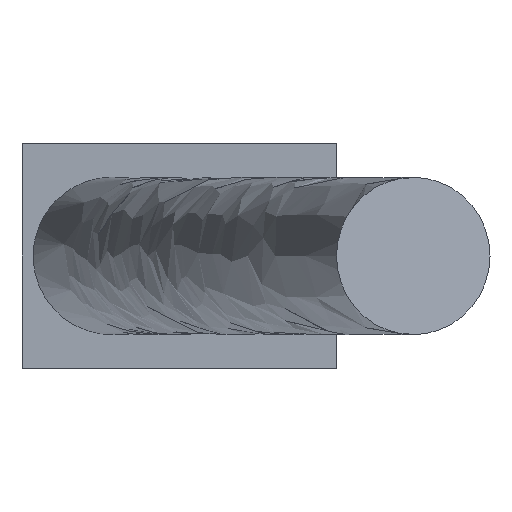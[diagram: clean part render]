
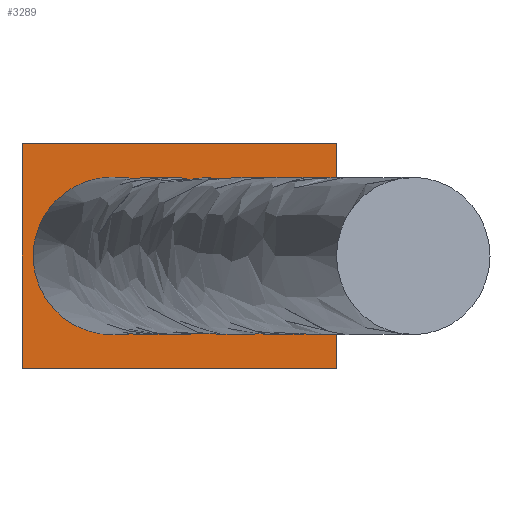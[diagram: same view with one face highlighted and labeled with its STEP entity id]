
A CAD part, front view. The second image highlights one B-rep face of the part: STEP entity #3289.
In plain terms, the highlighted planar face has unit normal (0, -1, 0).
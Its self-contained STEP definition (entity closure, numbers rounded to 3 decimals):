
#267=CARTESIAN_POINT('',(3.75,0.,2.5));
#268=VERTEX_POINT('',#267);
#279=CARTESIAN_POINT('',(3.75,0.,2.5));
#280=CARTESIAN_POINT('',(3.75,0.,2.369));
#281=CARTESIAN_POINT('',(3.721,0.,2.107));
#282=CARTESIAN_POINT('',(3.59,0.,1.734));
#283=CARTESIAN_POINT('',(3.38,0.,1.4));
#284=CARTESIAN_POINT('',(3.1,0.,1.12));
#285=CARTESIAN_POINT('',(2.766,0.,0.91));
#286=CARTESIAN_POINT('',(2.393,0.,0.779));
#287=CARTESIAN_POINT('',(2.,0.,0.735));
#288=CARTESIAN_POINT('',(1.607,0.,0.779));
#289=CARTESIAN_POINT('',(1.234,0.,0.91));
#290=CARTESIAN_POINT('',(0.9,0.,1.12));
#291=CARTESIAN_POINT('',(0.62,0.,1.4));
#292=CARTESIAN_POINT('',(0.387,0.,1.771));
#293=CARTESIAN_POINT('',(0.244,0.,2.235));
#294=CARTESIAN_POINT('',(0.244,0.,2.765));
#295=CARTESIAN_POINT('',(0.4,0.,3.271));
#296=CARTESIAN_POINT('',(0.698,0.,3.708));
#297=CARTESIAN_POINT('',(1.112,0.,4.038));
#298=CARTESIAN_POINT('',(1.564,0.,4.216));
#299=CARTESIAN_POINT('',(2.,0.,4.265));
#300=CARTESIAN_POINT('',(2.393,0.,4.221));
#301=CARTESIAN_POINT('',(2.766,0.,4.09));
#302=CARTESIAN_POINT('',(3.1,0.,3.88));
#303=CARTESIAN_POINT('',(3.38,0.,3.6));
#304=CARTESIAN_POINT('',(3.59,0.,3.266));
#305=CARTESIAN_POINT('',(3.721,0.,2.893));
#306=CARTESIAN_POINT('',(3.75,0.,2.631));
#307=CARTESIAN_POINT('',(3.75,0.,2.5));
#308=CARTESIAN_POINT('',(3.75,0.,2.5));
#309=CARTESIAN_POINT('',(3.75,0.,2.5));
#310=CARTESIAN_POINT('',(3.75,0.,2.5));
#311=B_SPLINE_CURVE_WITH_KNOTS('',3,(#279,#280,#281,#282,#283,#284,#285,#286,#287,#288,#289,#290,#291,#292,#293,#294,#295,#296,#297,#298,#299,#300,#301,#302,#303,#304,#305,#306,#307,#308,#309,#310),.UNSPECIFIED.,.T.,.U.,(4,1,1,1,1,1,1,1,1,1,1,1,1,1,1,1,1,1,1,1,1,1,1,1,1,1,3,4),(0.0,0.036,0.071,0.107,0.143,0.179,0.214,0.25,0.286,0.321,0.357,0.393,0.429,0.476,0.524,0.571,0.619,0.667,0.714,0.75,0.786,0.821,0.857,0.893,0.929,0.964,1.,1.0),.UNSPECIFIED.);
#312=EDGE_CURVE('',#268,#268,#311,.T.);
#3082=CARTESIAN_POINT('',(7.,0.,0.0));
#3083=VERTEX_POINT('',#3082);
#3090=CARTESIAN_POINT('',(0.0,0.0,0.0));
#3091=VERTEX_POINT('',#3090);
#3092=CARTESIAN_POINT('',(0.0,0.0,0.0));
#3093=DIRECTION('',(1.0,0.0,0.0));
#3094=VECTOR('',#3093,7.);
#3095=LINE('',#3092,#3094);
#3096=EDGE_CURVE('',#3091,#3083,#3095,.T.);
#3136=CARTESIAN_POINT('',(0.0,0.0,5.0));
#3137=VERTEX_POINT('',#3136);
#3144=CARTESIAN_POINT('',(7.,0.,5.0));
#3145=VERTEX_POINT('',#3144);
#3146=CARTESIAN_POINT('',(7.,0.,5.0));
#3147=DIRECTION('',(-1.0,0.0,0.0));
#3148=VECTOR('',#3147,7.);
#3149=LINE('',#3146,#3148);
#3150=EDGE_CURVE('',#3145,#3137,#3149,.T.);
#3234=CARTESIAN_POINT('',(0.0,0.0,0.0));
#3235=DIRECTION('',(0.0,0.0,1.0));
#3236=VECTOR('',#3235,5.0);
#3237=LINE('',#3234,#3236);
#3238=EDGE_CURVE('',#3091,#3137,#3237,.T.);
#3262=CARTESIAN_POINT('',(7.,0.,0.0));
#3263=DIRECTION('',(0.0,0.0,1.0));
#3264=VECTOR('',#3263,5.0);
#3265=LINE('',#3262,#3264);
#3266=EDGE_CURVE('',#3083,#3145,#3265,.T.);
#3275=CARTESIAN_POINT('',(7.,0.,0.0));
#3276=DIRECTION('',(0.0,-1.0,0.0));
#3277=DIRECTION('',(0.0,0.0,-1.0));
#3278=AXIS2_PLACEMENT_3D('',#3275,#3276,#3277);
#3279=PLANE('',#3278);
#3280=ORIENTED_EDGE('',*,*,#3150,.T.);
#3281=ORIENTED_EDGE('',*,*,#3238,.F.);
#3282=ORIENTED_EDGE('',*,*,#3096,.T.);
#3283=ORIENTED_EDGE('',*,*,#3266,.T.);
#3284=EDGE_LOOP('',(#3280,#3281,#3282,#3283));
#3285=FACE_OUTER_BOUND('',#3284,.T.);
#3286=ORIENTED_EDGE('',*,*,#312,.T.);
#3287=EDGE_LOOP('',(#3286));
#3288=FACE_BOUND('',#3287,.T.);
#3289=ADVANCED_FACE('',(#3285,#3288),#3279,.T.);
